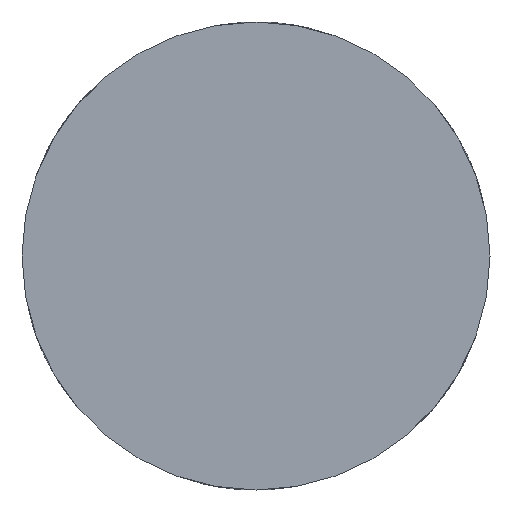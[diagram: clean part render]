
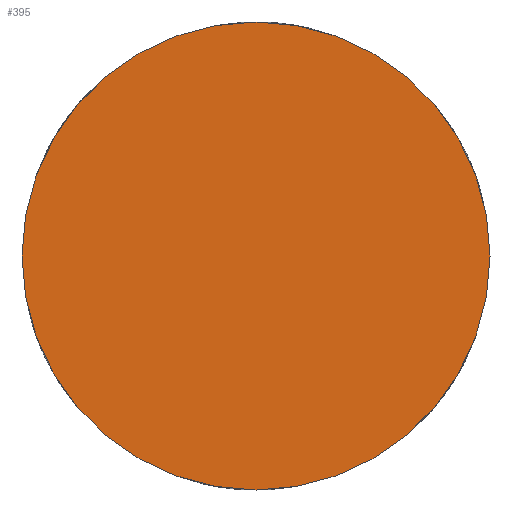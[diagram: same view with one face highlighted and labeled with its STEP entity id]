
A CAD part, front view. The second image highlights one B-rep face of the part: STEP entity #395.
In plain terms, the highlighted planar face has unit normal (0, -1, 0).
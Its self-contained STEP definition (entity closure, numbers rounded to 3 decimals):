
#109=FACE_OUTER_BOUND('',#151,.T.);
#151=EDGE_LOOP('',(#321));
#167=CIRCLE('',#459,14.);
#195=VERTEX_POINT('',#1059);
#237=EDGE_CURVE('',#195,#195,#167,.T.);
#321=ORIENTED_EDGE('',*,*,#237,.F.);
#336=PLANE('',#460);
#395=ADVANCED_FACE('',(#109),#336,.F.);
#459=AXIS2_PLACEMENT_3D('',#1061,#563,#564);
#460=AXIS2_PLACEMENT_3D('',#1062,#565,#566);
#563=DIRECTION('center_axis',(0.,1.,0.));
#564=DIRECTION('ref_axis',(-1.,0.,0.));
#565=DIRECTION('center_axis',(0.,1.,0.));
#566=DIRECTION('ref_axis',(0.,0.,1.));
#1059=CARTESIAN_POINT('',(14.,0.,0.));
#1061=CARTESIAN_POINT('Origin',(0.,0.,0.));
#1062=CARTESIAN_POINT('Origin',(0.,0.,0.));
